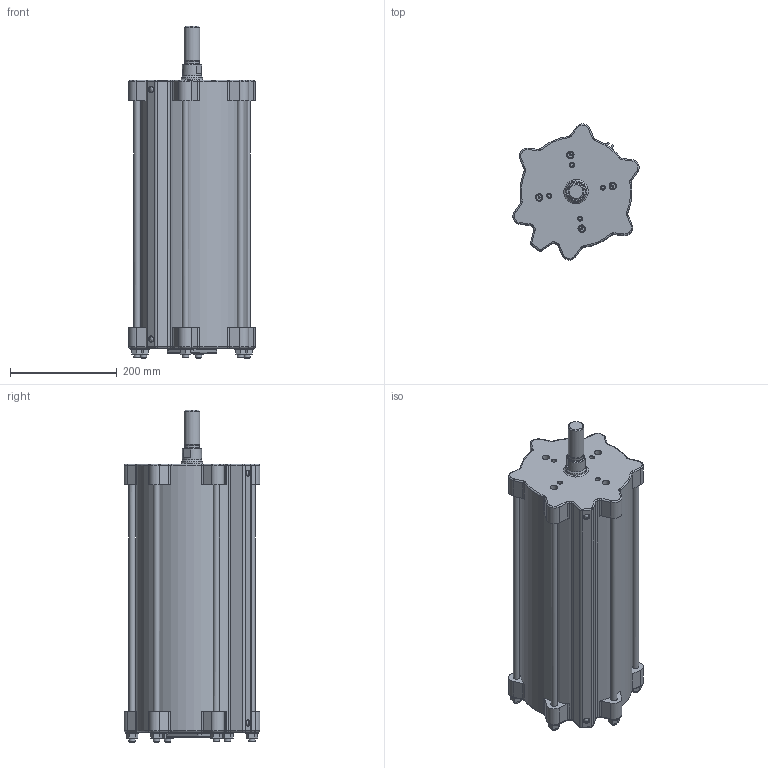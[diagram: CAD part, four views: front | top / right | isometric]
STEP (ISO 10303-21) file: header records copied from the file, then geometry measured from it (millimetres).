
FILE_DESCRIPTION(/* description */ (''),/* implementation_level */ '2;1');
FILE_NAME(/* name */ 'SC200 - 320.stp',/* time_stamp */ '2017-11-22T14:54:54+01:00',/* author */ ('Brumpreuksch'),/* organization */ (''),/* preprocessor_version */ 'ST-DEVELOPER v16.5',/* originating_system */ 'Autodesk Inventor 2017',/* authorisation */ '');
FILE_SCHEMA (('AUTOMOTIVE_DESIGN { 1 0 10303 214 3 1 1 }'));
Products named in the file (1): SC200 - 320
Bounding box: 236.68 x 254.62 x 623 mm (x, y, z)
Volume: 5853258 mm3; surface area: 1204389.4 mm2
Topology: 1 solids, 27 shells, 1521 faces, 3375 edges, 1967 vertices
Faces by surface type: cylinder 383, plane 361, bspline 304, torus 211, cone 142, sphere 120
Full cylindrical faces by diameter (mm): 4.5 x4, 4.917 x7, 6 x3, 6.4 x3, 7.5 x4, 8.376 x4, 9.5 x2, 9.6 x6, 10 x12, 10.106 x8, 12 x18, 13 x12, 13.835 x4, 18 x3, 18.631 x2, 19.6 x1, 23 x2, 24 x8, 24.5 x1, 27 x1, 30 x5, 36 x1, 40 x4, 40.1 x1, 40.2 x2, 44 x2, 49.8 x2, 187.2 x2, 193 x4, 197 x1
Entity records: 47637 total; most frequent: CARTESIAN_POINT 15209, DIRECTION 6654, ORIENTED_EDGE 5892, AXIS2_PLACEMENT_3D 3011, EDGE_CURVE 2946, EDGE_LOOP 1934, VERTEX_POINT 1840, CIRCLE 1613
